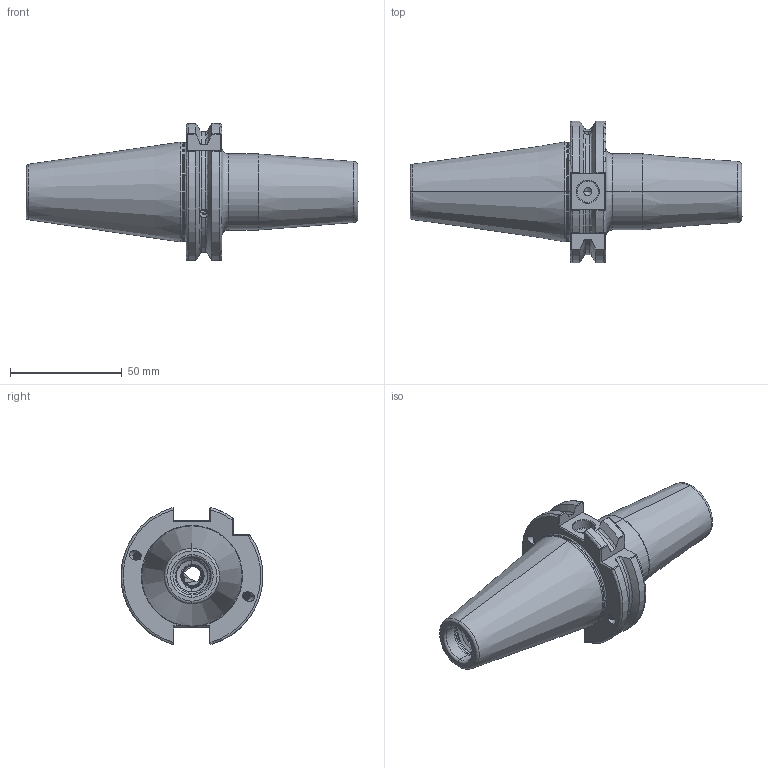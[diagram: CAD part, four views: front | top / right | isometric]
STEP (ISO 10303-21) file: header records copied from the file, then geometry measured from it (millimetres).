
FILE_DESCRIPTION (( 'STEP AP203' ), '1' );
FILE_NAME ('403.70.14.K.STEP', '2016-11-15T05:36:01', ( '' ), ( '' ), 'SwSTEP 2.0', 'SolidWorks 2012', '' );
FILE_SCHEMA (( 'CONFIG_CONTROL_DESIGN' ));
Length unit declared in the file: millimetre
Products named in the file (1): 403.70.14.K
Bounding box: 148.4 x 63.39 x 61.24 mm (x, y, z)
Volume: 136770.6 mm3; surface area: 31997.1 mm2
Topology: 1 solids, 1 shells, 346 faces, 966 edges, 609 vertices
Faces by surface type: cylinder 190, cone 47, plane 46, torus 38, bspline 25
Entity records: 22717 total; most frequent: CARTESIAN_POINT 15021, ORIENTED_EDGE 1904, DIRECTION 1286, EDGE_CURVE 952, VERTEX_POINT 609, AXIS2_PLACEMENT_3D 499, EDGE_LOOP 361, FACE_OUTER_BOUND 346
